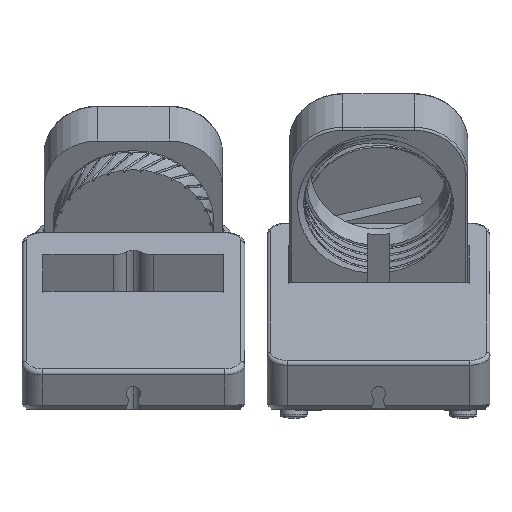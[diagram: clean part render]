
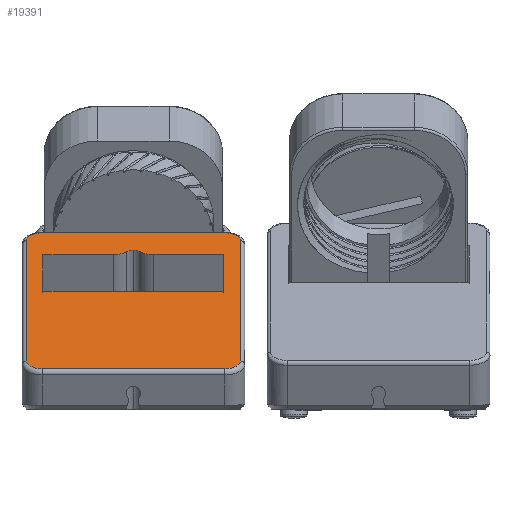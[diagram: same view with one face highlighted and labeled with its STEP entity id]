
A CAD part, left-side view. The second image highlights one B-rep face of the part: STEP entity #19391.
In plain terms, the highlighted planar face has unit normal (-0.5, 0, 0.866).
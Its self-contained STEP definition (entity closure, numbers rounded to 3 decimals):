
#161=FACE_BOUND('',#3738,.T.);
#1127=CIRCLE('',#20617,3.5);
#1131=CIRCLE('',#20623,3.5);
#1140=CIRCLE('',#20645,4.);
#1141=CIRCLE('',#20648,2.);
#1168=CIRCLE('',#20710,3.5);
#1170=CIRCLE('',#20714,3.5);
#1173=CIRCLE('',#20728,2.);
#1174=CIRCLE('',#20729,4.);
#2598=FACE_OUTER_BOUND('',#3737,.T.);
#3737=EDGE_LOOP('',(#13536,#13537,#13538,#13539,#13540,#13541,#13542,#13543));
#3738=EDGE_LOOP('',(#13544,#13545,#13546,#13547,#13548,#13549,#13550,#13551,
#13552));
#4936=LINE('',#28909,#6400);
#4957=LINE('',#28986,#6421);
#5014=LINE('',#29432,#6478);
#5020=LINE('',#29446,#6484);
#5031=LINE('',#29481,#6495);
#5046=LINE('',#29620,#6510);
#5047=LINE('',#29622,#6511);
#5048=LINE('',#29623,#6512);
#5049=LINE('',#29628,#6513);
#6400=VECTOR('',#22970,10.);
#6421=VECTOR('',#23035,10.);
#6478=VECTOR('',#23236,10.);
#6484=VECTOR('',#23248,10.);
#6495=VECTOR('',#23291,10.);
#6510=VECTOR('',#23336,10.);
#6511=VECTOR('',#23339,10.);
#6512=VECTOR('',#23340,10.);
#6513=VECTOR('',#23345,10.);
#7881=VERTEX_POINT('',#28906);
#7882=VERTEX_POINT('',#28908);
#7905=VERTEX_POINT('',#28977);
#7906=VERTEX_POINT('',#28979);
#7908=VERTEX_POINT('',#28985);
#7910=VERTEX_POINT('',#28991);
#7935=VERTEX_POINT('',#29174);
#7937=VERTEX_POINT('',#29177);
#7940=VERTEX_POINT('',#29184);
#7987=VERTEX_POINT('',#29431);
#7992=VERTEX_POINT('',#29443);
#7997=VERTEX_POINT('',#29472);
#7999=VERTEX_POINT('',#29476);
#8000=VERTEX_POINT('',#29480);
#8002=VERTEX_POINT('',#29486);
#8010=VERTEX_POINT('',#29624);
#8011=VERTEX_POINT('',#29626);
#9922=EDGE_CURVE('',#7882,#7881,#4936,.F.);
#9953=EDGE_CURVE('',#7905,#7906,#1127,.T.);
#9956=EDGE_CURVE('',#7906,#7908,#4957,.T.);
#9959=EDGE_CURVE('',#7908,#7910,#1131,.T.);
#10001=EDGE_CURVE('',#7937,#7935,#1140,.T.);
#10005=EDGE_CURVE('',#7940,#7935,#1141,.T.);
#10074=EDGE_CURVE('',#7937,#7987,#5014,.F.);
#10081=EDGE_CURVE('',#7987,#7992,#5020,.F.);
#10097=EDGE_CURVE('',#7999,#7997,#1168,.T.);
#10098=EDGE_CURVE('',#7997,#8000,#5031,.T.);
#10101=EDGE_CURVE('',#8000,#8002,#1170,.T.);
#10122=EDGE_CURVE('',#8002,#7905,#5046,.T.);
#10123=EDGE_CURVE('',#7910,#7999,#5047,.T.);
#10124=EDGE_CURVE('',#7881,#7992,#5048,.F.);
#10125=EDGE_CURVE('',#7940,#8010,#1173,.T.);
#10126=EDGE_CURVE('',#8011,#8010,#1174,.T.);
#10127=EDGE_CURVE('',#8011,#7882,#5049,.F.);
#13536=ORIENTED_EDGE('',*,*,#10123,.F.);
#13537=ORIENTED_EDGE('',*,*,#9959,.F.);
#13538=ORIENTED_EDGE('',*,*,#9956,.F.);
#13539=ORIENTED_EDGE('',*,*,#9953,.F.);
#13540=ORIENTED_EDGE('',*,*,#10122,.F.);
#13541=ORIENTED_EDGE('',*,*,#10101,.F.);
#13542=ORIENTED_EDGE('',*,*,#10098,.F.);
#13543=ORIENTED_EDGE('',*,*,#10097,.F.);
#13544=ORIENTED_EDGE('',*,*,#10124,.T.);
#13545=ORIENTED_EDGE('',*,*,#10081,.F.);
#13546=ORIENTED_EDGE('',*,*,#10074,.F.);
#13547=ORIENTED_EDGE('',*,*,#10001,.T.);
#13548=ORIENTED_EDGE('',*,*,#10005,.F.);
#13549=ORIENTED_EDGE('',*,*,#10125,.T.);
#13550=ORIENTED_EDGE('',*,*,#10126,.F.);
#13551=ORIENTED_EDGE('',*,*,#10127,.T.);
#13552=ORIENTED_EDGE('',*,*,#9922,.T.);
#18825=PLANE('',#20727);
#19391=ADVANCED_FACE('',(#2598,#161),#18825,.T.);
#20617=AXIS2_PLACEMENT_3D('',#28980,#23027,#23028);
#20623=AXIS2_PLACEMENT_3D('',#28992,#23041,#23042);
#20645=AXIS2_PLACEMENT_3D('',#29178,#23108,#23109);
#20648=AXIS2_PLACEMENT_3D('',#29186,#23116,#23117);
#20710=AXIS2_PLACEMENT_3D('',#29478,#23287,#23288);
#20714=AXIS2_PLACEMENT_3D('',#29487,#23297,#23298);
#20727=AXIS2_PLACEMENT_3D('',#29621,#23337,#23338);
#20728=AXIS2_PLACEMENT_3D('',#29625,#23341,#23342);
#20729=AXIS2_PLACEMENT_3D('',#29627,#23343,#23344);
#22970=DIRECTION('',(0.866,0.,0.5));
#23027=DIRECTION('center_axis',(0.5,0.,-0.866));
#23028=DIRECTION('ref_axis',(0.612,-0.707,0.354));
#23035=DIRECTION('',(-0.866,0.,-0.5));
#23041=DIRECTION('center_axis',(0.5,0.,-0.866));
#23042=DIRECTION('ref_axis',(-0.612,-0.707,-0.354));
#23108=DIRECTION('center_axis',(-0.5,0.,0.866));
#23109=DIRECTION('ref_axis',(-0.788,-0.414,-0.455));
#23116=DIRECTION('center_axis',(-0.5,0.,0.866));
#23117=DIRECTION('ref_axis',(0.,-1.,0.));
#23236=DIRECTION('',(0.,-1.,0.));
#23248=DIRECTION('',(0.866,0.,0.5));
#23287=DIRECTION('center_axis',(0.5,0.,-0.866));
#23288=DIRECTION('ref_axis',(-0.612,0.707,-0.354));
#23291=DIRECTION('',(0.866,0.,0.5));
#23297=DIRECTION('center_axis',(0.5,0.,-0.866));
#23298=DIRECTION('ref_axis',(0.612,0.707,0.354));
#23336=DIRECTION('',(0.,-1.,0.));
#23337=DIRECTION('center_axis',(-0.5,0.,0.866));
#23338=DIRECTION('ref_axis',(0.866,0.,0.5));
#23339=DIRECTION('',(0.,1.,0.));
#23340=DIRECTION('',(0.,-1.,0.));
#23341=DIRECTION('center_axis',(0.5,0.,-0.866));
#23342=DIRECTION('ref_axis',(0.,1.,0.));
#23343=DIRECTION('center_axis',(0.5,0.,-0.866));
#23344=DIRECTION('ref_axis',(-0.788,0.414,-0.455));
#23345=DIRECTION('',(0.,1.,0.));
#28906=CARTESIAN_POINT('',(-75.92,-20.3,-33.729));
#28908=CARTESIAN_POINT('',(-61.631,-20.3,-25.479));
#28909=CARTESIAN_POINT('',(-65.268,-20.3,-27.579));
#28977=CARTESIAN_POINT('',(-53.144,-20.5,-20.579));
#28979=CARTESIAN_POINT('',(-56.175,-24.,-22.329));
#28980=CARTESIAN_POINT('Origin',(-56.175,-20.5,-22.329));
#28985=CARTESIAN_POINT('',(-102.94,-24.,-49.329));
#28986=CARTESIAN_POINT('',(-73.495,-24.,-32.329));
#28991=CARTESIAN_POINT('',(-105.971,-20.5,-51.079));
#28992=CARTESIAN_POINT('Origin',(-102.94,-20.5,-49.329));
#29174=CARTESIAN_POINT('',(-60.442,1.495,-24.793));
#29177=CARTESIAN_POINT('',(-61.631,4.511,-25.479));
#29178=CARTESIAN_POINT('Origin',(-58.167,4.511,-23.479));
#29184=CARTESIAN_POINT('',(-59.848,0.,-24.45));
#29186=CARTESIAN_POINT('Origin',(-61.58,-0.012,
-25.45));
#29431=CARTESIAN_POINT('',(-61.631,20.3,-25.479));
#29432=CARTESIAN_POINT('',(-61.631,-10.,-25.479));
#29443=CARTESIAN_POINT('',(-75.92,20.3,-33.729));
#29446=CARTESIAN_POINT('',(-65.268,20.3,-27.579));
#29472=CARTESIAN_POINT('',(-102.94,24.,-49.329));
#29476=CARTESIAN_POINT('',(-105.971,20.5,-51.079));
#29478=CARTESIAN_POINT('Origin',(-102.94,20.5,-49.329));
#29480=CARTESIAN_POINT('',(-56.175,24.,-22.329));
#29481=CARTESIAN_POINT('',(-73.495,24.,-32.329));
#29486=CARTESIAN_POINT('',(-53.144,20.5,-20.579));
#29487=CARTESIAN_POINT('Origin',(-56.175,20.5,-22.329));
#29620=CARTESIAN_POINT('',(-53.144,-11.5,-20.579));
#29621=CARTESIAN_POINT('Origin',(-68.732,0.,
-29.579));
#29622=CARTESIAN_POINT('',(-105.971,0.,-51.079));
#29623=CARTESIAN_POINT('',(-75.92,0.,-33.729));
#29624=CARTESIAN_POINT('',(-60.442,-1.495,-24.793));
#29625=CARTESIAN_POINT('Origin',(-61.58,0.012,-25.45));
#29626=CARTESIAN_POINT('',(-61.631,-4.511,-25.479));
#29627=CARTESIAN_POINT('Origin',(-58.167,-4.511,-23.479));
#29628=CARTESIAN_POINT('',(-61.631,10.,-25.479));
